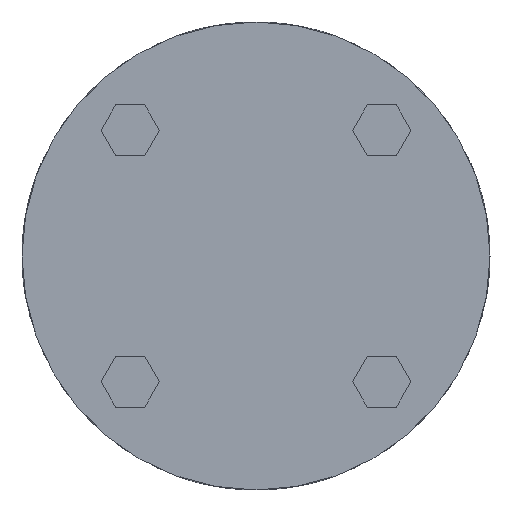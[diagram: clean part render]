
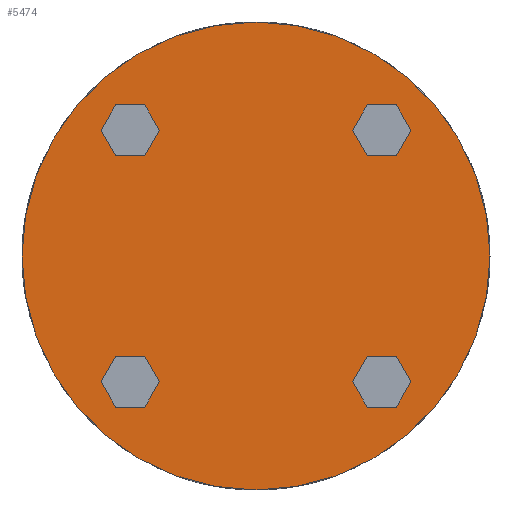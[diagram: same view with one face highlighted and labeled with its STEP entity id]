
A CAD part, front view. The second image highlights one B-rep face of the part: STEP entity #5474.
In plain terms, the highlighted planar face has unit normal (0, -1, 0).
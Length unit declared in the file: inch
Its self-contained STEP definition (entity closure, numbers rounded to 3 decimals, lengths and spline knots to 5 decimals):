
#685=CARTESIAN_POINT('',(0.59406,0.,0.807));
#686=VERTEX_POINT('',#685);
#693=CARTESIAN_POINT('',(0.51612,0.,0.672));
#694=VERTEX_POINT('',#693);
#695=CARTESIAN_POINT('',(0.51612,0.,0.672));
#696=DIRECTION('',(0.5,0.0,0.866));
#697=VECTOR('',#696,0.15588);
#698=LINE('',#695,#697);
#699=EDGE_CURVE('',#694,#686,#698,.T.);
#724=CARTESIAN_POINT('',(0.59406,0.,0.537));
#725=VERTEX_POINT('',#724);
#726=CARTESIAN_POINT('',(0.59406,0.,0.537));
#727=DIRECTION('',(-0.5,0.0,0.866));
#728=VECTOR('',#727,0.15588);
#729=LINE('',#726,#728);
#730=EDGE_CURVE('',#725,#694,#729,.T.);
#755=CARTESIAN_POINT('',(0.74994,0.,0.537));
#756=VERTEX_POINT('',#755);
#757=CARTESIAN_POINT('',(0.74994,0.,0.537));
#758=DIRECTION('',(-1.0,0.0,0.0));
#759=VECTOR('',#758,0.15588);
#760=LINE('',#757,#759);
#761=EDGE_CURVE('',#756,#725,#760,.T.);
#786=CARTESIAN_POINT('',(0.82788,0.,0.672));
#787=VERTEX_POINT('',#786);
#788=CARTESIAN_POINT('',(0.82788,0.,0.672));
#789=DIRECTION('',(-0.5,0.0,-0.866));
#790=VECTOR('',#789,0.15588);
#791=LINE('',#788,#790);
#792=EDGE_CURVE('',#787,#756,#791,.T.);
#817=CARTESIAN_POINT('',(0.74994,0.,0.807));
#818=VERTEX_POINT('',#817);
#819=CARTESIAN_POINT('',(0.74994,0.,0.807));
#820=DIRECTION('',(0.5,0.0,-0.866));
#821=VECTOR('',#820,0.15588);
#822=LINE('',#819,#821);
#823=EDGE_CURVE('',#818,#787,#822,.T.);
#846=CARTESIAN_POINT('',(0.59406,0.,0.807));
#847=DIRECTION('',(1.0,0.0,0.0));
#848=VECTOR('',#847,0.15588);
#849=LINE('',#846,#848);
#850=EDGE_CURVE('',#686,#818,#849,.T.);
#1061=CARTESIAN_POINT('',(-0.74994,0.,-0.537));
#1062=VERTEX_POINT('',#1061);
#1069=CARTESIAN_POINT('',(-0.82788,0.,-0.672));
#1070=VERTEX_POINT('',#1069);
#1071=CARTESIAN_POINT('',(-0.82788,0.,-0.672));
#1072=DIRECTION('',(0.5,0.0,0.866));
#1073=VECTOR('',#1072,0.15588);
#1074=LINE('',#1071,#1073);
#1075=EDGE_CURVE('',#1070,#1062,#1074,.T.);
#1100=CARTESIAN_POINT('',(-0.74994,0.,-0.807));
#1101=VERTEX_POINT('',#1100);
#1102=CARTESIAN_POINT('',(-0.74994,0.,-0.807));
#1103=DIRECTION('',(-0.5,0.0,0.866));
#1104=VECTOR('',#1103,0.15588);
#1105=LINE('',#1102,#1104);
#1106=EDGE_CURVE('',#1101,#1070,#1105,.T.);
#1131=CARTESIAN_POINT('',(-0.59406,0.,-0.807));
#1132=VERTEX_POINT('',#1131);
#1133=CARTESIAN_POINT('',(-0.59406,0.,-0.807));
#1134=DIRECTION('',(-1.0,0.0,0.0));
#1135=VECTOR('',#1134,0.15588);
#1136=LINE('',#1133,#1135);
#1137=EDGE_CURVE('',#1132,#1101,#1136,.T.);
#1162=CARTESIAN_POINT('',(-0.51612,0.,-0.672));
#1163=VERTEX_POINT('',#1162);
#1164=CARTESIAN_POINT('',(-0.51612,0.,-0.672));
#1165=DIRECTION('',(-0.5,0.0,-0.866));
#1166=VECTOR('',#1165,0.15588);
#1167=LINE('',#1164,#1166);
#1168=EDGE_CURVE('',#1163,#1132,#1167,.T.);
#1193=CARTESIAN_POINT('',(-0.59406,0.,-0.537));
#1194=VERTEX_POINT('',#1193);
#1195=CARTESIAN_POINT('',(-0.59406,0.,-0.537));
#1196=DIRECTION('',(0.5,0.0,-0.866));
#1197=VECTOR('',#1196,0.15588);
#1198=LINE('',#1195,#1197);
#1199=EDGE_CURVE('',#1194,#1163,#1198,.T.);
#1222=CARTESIAN_POINT('',(-0.74994,0.,-0.537));
#1223=DIRECTION('',(1.0,0.0,0.0));
#1224=VECTOR('',#1223,0.15588);
#1225=LINE('',#1222,#1224);
#1226=EDGE_CURVE('',#1062,#1194,#1225,.T.);
#5338=CARTESIAN_POINT('',(-1.25,0.0,0.));
#5339=VERTEX_POINT('',#5338);
#5340=CARTESIAN_POINT('',(0.0,0.0,0.0));
#5341=DIRECTION('',(0.0,-1.0,0.0));
#5342=DIRECTION('',(1.0,0.0,0.0));
#5343=AXIS2_PLACEMENT_3D('',#5340,#5341,#5342);
#5344=CIRCLE('',#5343,1.25);
#5345=EDGE_CURVE('',#5339,#5339,#5344,.T.);
#5350=CARTESIAN_POINT('',(0.0,0.0,0.0));
#5351=DIRECTION('',(0.0,-1.0,0.0));
#5352=DIRECTION('',(0.0,0.0,-1.0));
#5353=AXIS2_PLACEMENT_3D('',#5350,#5351,#5352);
#5354=PLANE('',#5353);
#5355=ORIENTED_EDGE('',*,*,#5345,.T.);
#5356=EDGE_LOOP('',(#5355));
#5357=FACE_OUTER_BOUND('',#5356,.T.);
#5358=ORIENTED_EDGE('',*,*,#699,.T.);
#5359=ORIENTED_EDGE('',*,*,#850,.T.);
#5360=ORIENTED_EDGE('',*,*,#823,.T.);
#5361=ORIENTED_EDGE('',*,*,#792,.T.);
#5362=ORIENTED_EDGE('',*,*,#761,.T.);
#5363=ORIENTED_EDGE('',*,*,#730,.T.);
#5364=EDGE_LOOP('',(#5358,#5359,#5360,#5361,#5362,#5363));
#5365=FACE_BOUND('',#5364,.T.);
#5366=CARTESIAN_POINT('',(0.51612,0.,-0.672));
#5367=VERTEX_POINT('',#5366);
#5368=CARTESIAN_POINT('',(0.59406,0.,-0.537));
#5369=VERTEX_POINT('',#5368);
#5370=CARTESIAN_POINT('',(0.51612,0.,-0.672));
#5371=DIRECTION('',(0.5,0.0,0.866));
#5372=VECTOR('',#5371,0.15588);
#5373=LINE('',#5370,#5372);
#5374=EDGE_CURVE('',#5367,#5369,#5373,.T.);
#5375=ORIENTED_EDGE('',*,*,#5374,.T.);
#5376=CARTESIAN_POINT('',(0.74994,0.,-0.537));
#5377=VERTEX_POINT('',#5376);
#5378=CARTESIAN_POINT('',(0.59406,0.,-0.537));
#5379=DIRECTION('',(1.0,0.0,0.0));
#5380=VECTOR('',#5379,0.15588);
#5381=LINE('',#5378,#5380);
#5382=EDGE_CURVE('',#5369,#5377,#5381,.T.);
#5383=ORIENTED_EDGE('',*,*,#5382,.T.);
#5384=CARTESIAN_POINT('',(0.82788,0.,-0.672));
#5385=VERTEX_POINT('',#5384);
#5386=CARTESIAN_POINT('',(0.74994,0.,-0.537));
#5387=DIRECTION('',(0.5,0.0,-0.866));
#5388=VECTOR('',#5387,0.15588);
#5389=LINE('',#5386,#5388);
#5390=EDGE_CURVE('',#5377,#5385,#5389,.T.);
#5391=ORIENTED_EDGE('',*,*,#5390,.T.);
#5392=CARTESIAN_POINT('',(0.74994,0.,-0.807));
#5393=VERTEX_POINT('',#5392);
#5394=CARTESIAN_POINT('',(0.82788,0.,-0.672));
#5395=DIRECTION('',(-0.5,0.0,-0.866));
#5396=VECTOR('',#5395,0.15588);
#5397=LINE('',#5394,#5396);
#5398=EDGE_CURVE('',#5385,#5393,#5397,.T.);
#5399=ORIENTED_EDGE('',*,*,#5398,.T.);
#5400=CARTESIAN_POINT('',(0.59406,0.,-0.807));
#5401=VERTEX_POINT('',#5400);
#5402=CARTESIAN_POINT('',(0.74994,0.,-0.807));
#5403=DIRECTION('',(-1.0,0.0,0.0));
#5404=VECTOR('',#5403,0.15588);
#5405=LINE('',#5402,#5404);
#5406=EDGE_CURVE('',#5393,#5401,#5405,.T.);
#5407=ORIENTED_EDGE('',*,*,#5406,.T.);
#5408=CARTESIAN_POINT('',(0.59406,0.,-0.807));
#5409=DIRECTION('',(-0.5,0.0,0.866));
#5410=VECTOR('',#5409,0.15588);
#5411=LINE('',#5408,#5410);
#5412=EDGE_CURVE('',#5401,#5367,#5411,.T.);
#5413=ORIENTED_EDGE('',*,*,#5412,.T.);
#5414=EDGE_LOOP('',(#5375,#5383,#5391,#5399,#5407,#5413));
#5415=FACE_BOUND('',#5414,.T.);
#5416=CARTESIAN_POINT('',(-0.82788,0.,0.672));
#5417=VERTEX_POINT('',#5416);
#5418=CARTESIAN_POINT('',(-0.74994,0.,0.807));
#5419=VERTEX_POINT('',#5418);
#5420=CARTESIAN_POINT('',(-0.82788,0.,0.672));
#5421=DIRECTION('',(0.5,0.0,0.866));
#5422=VECTOR('',#5421,0.15588);
#5423=LINE('',#5420,#5422);
#5424=EDGE_CURVE('',#5417,#5419,#5423,.T.);
#5425=ORIENTED_EDGE('',*,*,#5424,.T.);
#5426=CARTESIAN_POINT('',(-0.59406,0.,0.807));
#5427=VERTEX_POINT('',#5426);
#5428=CARTESIAN_POINT('',(-0.74994,0.,0.807));
#5429=DIRECTION('',(1.0,0.0,0.0));
#5430=VECTOR('',#5429,0.15588);
#5431=LINE('',#5428,#5430);
#5432=EDGE_CURVE('',#5419,#5427,#5431,.T.);
#5433=ORIENTED_EDGE('',*,*,#5432,.T.);
#5434=CARTESIAN_POINT('',(-0.51612,0.,0.672));
#5435=VERTEX_POINT('',#5434);
#5436=CARTESIAN_POINT('',(-0.59406,0.,0.807));
#5437=DIRECTION('',(0.5,0.0,-0.866));
#5438=VECTOR('',#5437,0.15588);
#5439=LINE('',#5436,#5438);
#5440=EDGE_CURVE('',#5427,#5435,#5439,.T.);
#5441=ORIENTED_EDGE('',*,*,#5440,.T.);
#5442=CARTESIAN_POINT('',(-0.59406,0.,0.537));
#5443=VERTEX_POINT('',#5442);
#5444=CARTESIAN_POINT('',(-0.51612,0.,0.672));
#5445=DIRECTION('',(-0.5,0.0,-0.866));
#5446=VECTOR('',#5445,0.15588);
#5447=LINE('',#5444,#5446);
#5448=EDGE_CURVE('',#5435,#5443,#5447,.T.);
#5449=ORIENTED_EDGE('',*,*,#5448,.T.);
#5450=CARTESIAN_POINT('',(-0.74994,0.,0.537));
#5451=VERTEX_POINT('',#5450);
#5452=CARTESIAN_POINT('',(-0.59406,0.,0.537));
#5453=DIRECTION('',(-1.0,0.0,0.0));
#5454=VECTOR('',#5453,0.15588);
#5455=LINE('',#5452,#5454);
#5456=EDGE_CURVE('',#5443,#5451,#5455,.T.);
#5457=ORIENTED_EDGE('',*,*,#5456,.T.);
#5458=CARTESIAN_POINT('',(-0.74994,0.,0.537));
#5459=DIRECTION('',(-0.5,0.0,0.866));
#5460=VECTOR('',#5459,0.15588);
#5461=LINE('',#5458,#5460);
#5462=EDGE_CURVE('',#5451,#5417,#5461,.T.);
#5463=ORIENTED_EDGE('',*,*,#5462,.T.);
#5464=EDGE_LOOP('',(#5425,#5433,#5441,#5449,#5457,#5463));
#5465=FACE_BOUND('',#5464,.T.);
#5466=ORIENTED_EDGE('',*,*,#1075,.T.);
#5467=ORIENTED_EDGE('',*,*,#1226,.T.);
#5468=ORIENTED_EDGE('',*,*,#1199,.T.);
#5469=ORIENTED_EDGE('',*,*,#1168,.T.);
#5470=ORIENTED_EDGE('',*,*,#1137,.T.);
#5471=ORIENTED_EDGE('',*,*,#1106,.T.);
#5472=EDGE_LOOP('',(#5466,#5467,#5468,#5469,#5470,#5471));
#5473=FACE_BOUND('',#5472,.T.);
#5474=ADVANCED_FACE('',(#5357,#5365,#5415,#5465,#5473),#5354,.T.);
